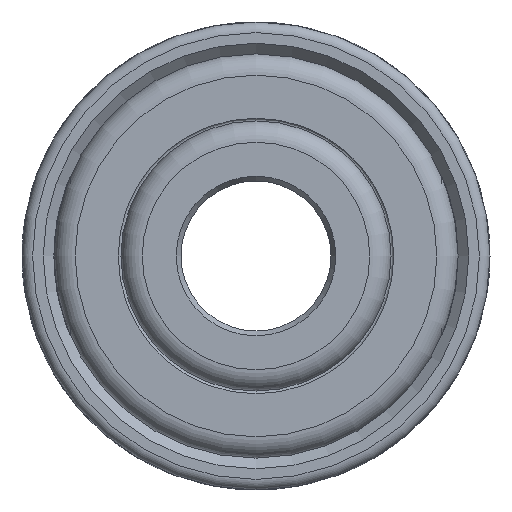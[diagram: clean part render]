
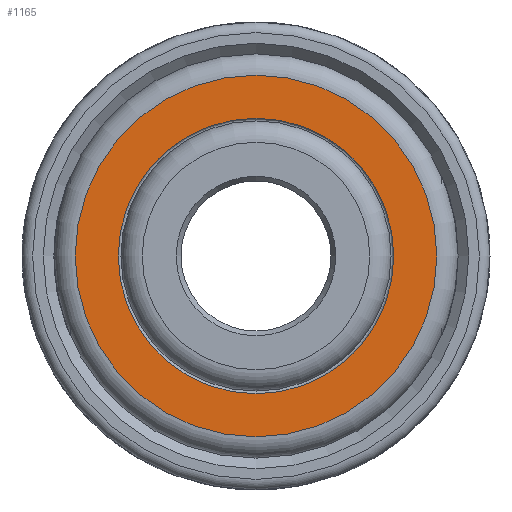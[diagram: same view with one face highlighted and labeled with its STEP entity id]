
A CAD part, left-side view. The second image highlights one B-rep face of the part: STEP entity #1165.
In plain terms, the highlighted planar face has unit normal (-1, 0, 0).
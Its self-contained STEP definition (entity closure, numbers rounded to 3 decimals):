
#39=FACE_BOUND('',#161,.T.);
#94=FACE_OUTER_BOUND('',#160,.T.);
#160=EDGE_LOOP('',(#841,#842));
#161=EDGE_LOOP('',(#843,#844));
#387=CIRCLE('',#1286,6.475);
#388=CIRCLE('',#1287,6.475);
#389=CIRCLE('',#1289,8.5);
#390=CIRCLE('',#1290,8.5);
#480=VERTEX_POINT('',#1896);
#481=VERTEX_POINT('',#1898);
#482=VERTEX_POINT('',#1902);
#483=VERTEX_POINT('',#1903);
#621=EDGE_CURVE('',#481,#480,#387,.T.);
#622=EDGE_CURVE('',#480,#481,#388,.T.);
#623=EDGE_CURVE('',#482,#483,#389,.T.);
#624=EDGE_CURVE('',#483,#482,#390,.T.);
#841=ORIENTED_EDGE('',*,*,#623,.F.);
#842=ORIENTED_EDGE('',*,*,#624,.F.);
#843=ORIENTED_EDGE('',*,*,#621,.T.);
#844=ORIENTED_EDGE('',*,*,#622,.T.);
#1123=PLANE('',#1288);
#1165=ADVANCED_FACE('',(#94,#39),#1123,.T.);
#1286=AXIS2_PLACEMENT_3D('',#1899,#1519,#1520);
#1287=AXIS2_PLACEMENT_3D('',#1900,#1521,#1522);
#1288=AXIS2_PLACEMENT_3D('',#1901,#1523,#1524);
#1289=AXIS2_PLACEMENT_3D('',#1904,#1525,#1526);
#1290=AXIS2_PLACEMENT_3D('',#1905,#1527,#1528);
#1519=DIRECTION('center_axis',(1.,0.,0.));
#1520=DIRECTION('ref_axis',(0.,0.,-1.));
#1521=DIRECTION('center_axis',(1.,0.,0.));
#1522=DIRECTION('ref_axis',(0.,0.,-1.));
#1523=DIRECTION('center_axis',(-1.,0.,0.));
#1524=DIRECTION('ref_axis',(0.,0.,1.));
#1525=DIRECTION('center_axis',(1.,0.,0.));
#1526=DIRECTION('ref_axis',(0.,0.,-1.));
#1527=DIRECTION('center_axis',(1.,0.,0.));
#1528=DIRECTION('ref_axis',(0.,0.,-1.));
#1896=CARTESIAN_POINT('',(0.,0.,6.475));
#1898=CARTESIAN_POINT('',(0.,6.475,0.));
#1899=CARTESIAN_POINT('Origin',(0.,0.,0.));
#1900=CARTESIAN_POINT('Origin',(0.,0.,0.));
#1901=CARTESIAN_POINT('Origin',(0.,8.5,0.));
#1902=CARTESIAN_POINT('',(0.,8.5,0.));
#1903=CARTESIAN_POINT('',(0.,0.,8.5));
#1904=CARTESIAN_POINT('Origin',(0.,0.,
0.));
#1905=CARTESIAN_POINT('Origin',(0.,0.,
0.));
